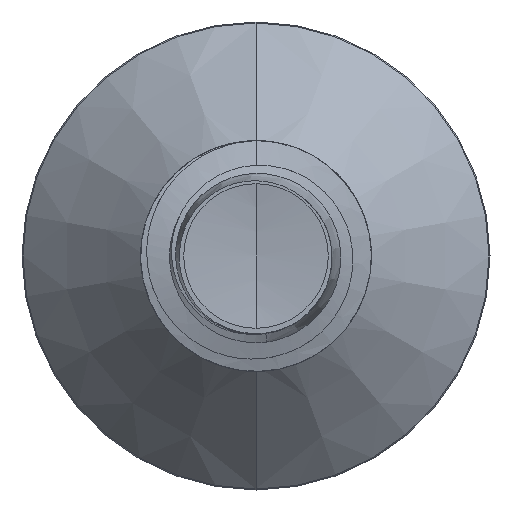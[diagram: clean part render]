
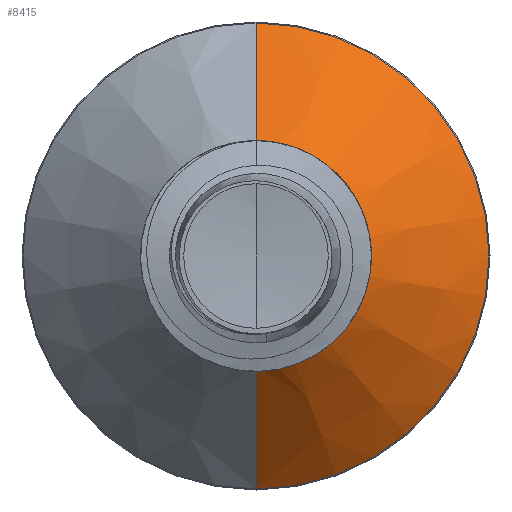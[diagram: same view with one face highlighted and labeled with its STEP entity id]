
A CAD part, front view. The second image highlights one B-rep face of the part: STEP entity #8415.
In plain terms, the highlighted conical face has half-angle 45 degrees and reference radius 0.859 mm.
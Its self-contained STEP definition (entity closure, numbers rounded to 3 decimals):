
#1101 = CARTESIAN_POINT ( 'NONE',  ( 0., 4.184, -0.859 ) ) ;
#1188 = CARTESIAN_POINT ( 'NONE',  ( 0., 5.142, -1.817 ) ) ;
#1388 = VERTEX_POINT ( 'NONE', #18854 ) ;
#1481 = ORIENTED_EDGE ( 'NONE', *, *, #13053, .T. ) ;
#1807 = EDGE_CURVE ( 'NONE', #11732, #13976, #2752, .T. ) ;
#2436 = ORIENTED_EDGE ( 'NONE', *, *, #10706, .F. ) ;
#2605 = DIRECTION ( 'NONE',  ( 0., 0.707, -0.707 ) ) ;
#2752 = LINE ( 'NONE', #1101, #3209 ) ;
#3209 = VECTOR ( 'NONE', #2605, 1000. ) ;
#3393 = CIRCLE ( 'NONE', #12083, 1.817 ) ;
#4151 = DIRECTION ( 'NONE',  ( 0., 1., 0. ) ) ;
#5988 = CARTESIAN_POINT ( 'NONE',  ( 0., 4.184, -0.859 ) ) ;
#6410 = LINE ( 'NONE', #8052, #17867 ) ;
#7129 = CONICAL_SURFACE ( 'NONE', #15962, 0.859, 0.785 ) ;
#7314 = CIRCLE ( 'NONE', #13799, 0.859 ) ;
#7540 = CARTESIAN_POINT ( 'NONE',  ( 0., 4.184, 0. ) ) ;
#7774 = ORIENTED_EDGE ( 'NONE', *, *, #1807, .T. ) ;
#8052 = CARTESIAN_POINT ( 'NONE',  ( 0., 4.184, 0.859 ) ) ;
#8415 = ADVANCED_FACE ( 'NONE', ( #8552 ), #7129, .T. ) ;
#8552 = FACE_OUTER_BOUND ( 'NONE', #8843, .T. ) ;
#8706 = VERTEX_POINT ( 'NONE', #18745 ) ;
#8843 = EDGE_LOOP ( 'NONE', ( #1481, #7774, #11335, #2436 ) ) ;
#9060 = DIRECTION ( 'NONE',  ( 0., 0., 1. ) ) ;
#9422 = CARTESIAN_POINT ( 'NONE',  ( 0., 4.184, 0. ) ) ;
#10706 = EDGE_CURVE ( 'NONE', #8706, #1388, #6410, .T. ) ;
#11335 = ORIENTED_EDGE ( 'NONE', *, *, #15688, .F. ) ;
#11732 = VERTEX_POINT ( 'NONE', #5988 ) ;
#12083 = AXIS2_PLACEMENT_3D ( 'NONE', #13083, #4151, #14571 ) ;
#12474 = DIRECTION ( 'NONE',  ( 0., 0.707, 0.707 ) ) ;
#13053 = EDGE_CURVE ( 'NONE', #8706, #11732, #7314, .T. ) ;
#13083 = CARTESIAN_POINT ( 'NONE',  ( 0., 5.142, 0. ) ) ;
#13799 = AXIS2_PLACEMENT_3D ( 'NONE', #7540, #17984, #9060 ) ;
#13954 = DIRECTION ( 'NONE',  ( 0., 1., 0. ) ) ;
#13976 = VERTEX_POINT ( 'NONE', #1188 ) ;
#14571 = DIRECTION ( 'NONE',  ( 0., 0., 1. ) ) ;
#15394 = DIRECTION ( 'NONE',  ( 0., 0., 1. ) ) ;
#15688 = EDGE_CURVE ( 'NONE', #1388, #13976, #3393, .T. ) ;
#15962 = AXIS2_PLACEMENT_3D ( 'NONE', #9422, #13954, #15394 ) ;
#17867 = VECTOR ( 'NONE', #12474, 1000. ) ;
#17984 = DIRECTION ( 'NONE',  ( 0., 1., 0. ) ) ;
#18745 = CARTESIAN_POINT ( 'NONE',  ( 0., 4.184, 0.859 ) ) ;
#18854 = CARTESIAN_POINT ( 'NONE',  ( 0., 5.142, 1.817 ) ) ;
